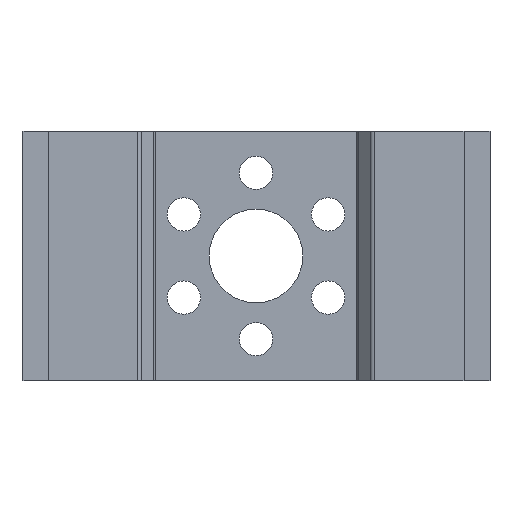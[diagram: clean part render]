
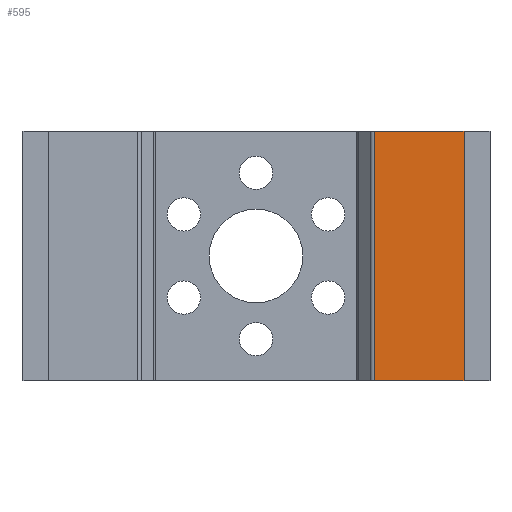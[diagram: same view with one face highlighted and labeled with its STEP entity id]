
A CAD part, front view. The second image highlights one B-rep face of the part: STEP entity #595.
In plain terms, the highlighted planar face has unit normal (0, -1, 0).
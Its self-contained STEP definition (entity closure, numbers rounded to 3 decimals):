
#401 = VECTOR ( 'NONE', #5848, 1000. ) ;
#591 = CARTESIAN_POINT ( 'NONE',  ( 11.407, 16.5, -12. ) ) ;
#595 = ADVANCED_FACE ( 'NONE', ( #4670 ), #5374, .F. ) ;
#639 = LINE ( 'NONE', #5619, #5478 ) ;
#641 = EDGE_CURVE ( 'NONE', #5455, #3831, #882, .T. ) ;
#678 = CARTESIAN_POINT ( 'NONE',  ( 11.407, 16.5, -12. ) ) ;
#702 = DIRECTION ( 'NONE',  ( 0., 1., 0. ) ) ;
#748 = VERTEX_POINT ( 'NONE', #4420 ) ;
#806 = CARTESIAN_POINT ( 'NONE',  ( 11.407, 16.5, 12. ) ) ;
#882 = LINE ( 'NONE', #678, #2582 ) ;
#926 = VERTEX_POINT ( 'NONE', #3686 ) ;
#1010 = EDGE_LOOP ( 'NONE', ( #2274, #3236, #1883, #2113 ) ) ;
#1564 = DIRECTION ( 'NONE',  ( -1., 0., 0. ) ) ;
#1863 = DIRECTION ( 'NONE',  ( 0., 0., -1. ) ) ;
#1883 = ORIENTED_EDGE ( 'NONE', *, *, #3854, .T. ) ;
#1902 = LINE ( 'NONE', #2380, #2564 ) ;
#1958 = EDGE_CURVE ( 'NONE', #5455, #748, #1902, .T. ) ;
#2113 = ORIENTED_EDGE ( 'NONE', *, *, #2370, .F. ) ;
#2274 = ORIENTED_EDGE ( 'NONE', *, *, #1958, .F. ) ;
#2370 = EDGE_CURVE ( 'NONE', #748, #926, #639, .T. ) ;
#2380 = CARTESIAN_POINT ( 'NONE',  ( -20., 16.5, 12. ) ) ;
#2502 = DIRECTION ( 'NONE',  ( 1., 0., 0. ) ) ;
#2564 = VECTOR ( 'NONE', #2502, 1000. ) ;
#2582 = VECTOR ( 'NONE', #5418, 1000. ) ;
#3236 = ORIENTED_EDGE ( 'NONE', *, *, #641, .T. ) ;
#3372 = LINE ( 'NONE', #5806, #401 ) ;
#3686 = CARTESIAN_POINT ( 'NONE',  ( 20., 16.5, -12. ) ) ;
#3831 = VERTEX_POINT ( 'NONE', #591 ) ;
#3854 = EDGE_CURVE ( 'NONE', #3831, #926, #3372, .T. ) ;
#4420 = CARTESIAN_POINT ( 'NONE',  ( 20., 16.5, 12. ) ) ;
#4670 = FACE_OUTER_BOUND ( 'NONE', #1010, .T. ) ;
#5374 = PLANE ( 'NONE',  #5495 ) ;
#5418 = DIRECTION ( 'NONE',  ( 0., 0., -1. ) ) ;
#5441 = CARTESIAN_POINT ( 'NONE',  ( -20., 16.5, 12. ) ) ;
#5455 = VERTEX_POINT ( 'NONE', #806 ) ;
#5478 = VECTOR ( 'NONE', #1863, 1000. ) ;
#5495 = AXIS2_PLACEMENT_3D ( 'NONE', #5441, #702, #1564 ) ;
#5619 = CARTESIAN_POINT ( 'NONE',  ( 20., 16.5, 12. ) ) ;
#5806 = CARTESIAN_POINT ( 'NONE',  ( -20., 16.5, -12. ) ) ;
#5848 = DIRECTION ( 'NONE',  ( 1., 0., 0. ) ) ;
